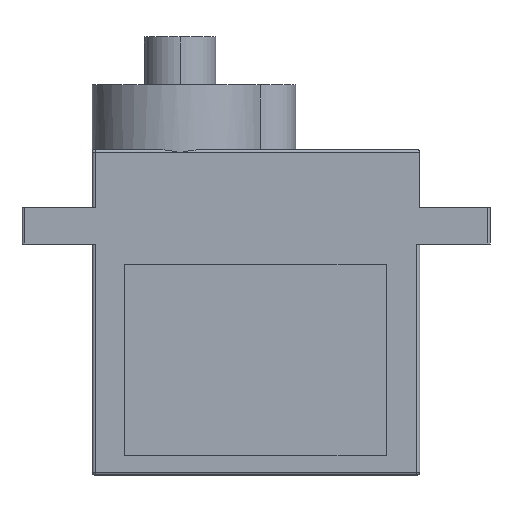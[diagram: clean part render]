
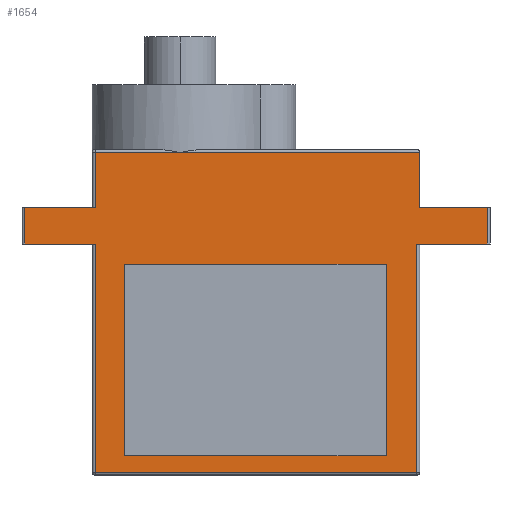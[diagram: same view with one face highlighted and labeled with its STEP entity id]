
A CAD part, left-side view. The second image highlights one B-rep face of the part: STEP entity #1654.
In plain terms, the highlighted planar face has unit normal (-1, 0, 0).
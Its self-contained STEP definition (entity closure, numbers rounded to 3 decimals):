
#1623=AXIS2_PLACEMENT_3D('Plane Axis2P3D',#1620,#1621,#1622) ;
#50=CARTESIAN_POINT('Vertex',(-6.05,-8.953,1.335)) ;
#53=CARTESIAN_POINT('Line Origine',(-6.05,-8.953,7.926)) ;
#57=CARTESIAN_POINT('Vertex',(-6.05,-8.953,14.516)) ;
#84=CARTESIAN_POINT('Line Origine',(-6.05,0.048,14.516)) ;
#88=CARTESIAN_POINT('Vertex',(-6.05,9.049,14.516)) ;
#119=CARTESIAN_POINT('Vertex',(-6.05,9.049,1.335)) ;
#122=CARTESIAN_POINT('Line Origine',(-6.05,0.048,1.335)) ;
#156=CARTESIAN_POINT('Line Origine',(-6.05,9.049,7.926)) ;
#542=CARTESIAN_POINT('Vertex',(-6.05,-11.075,15.9)) ;
#545=CARTESIAN_POINT('Line Origine',(-6.05,-11.075,11.2)) ;
#549=CARTESIAN_POINT('Vertex',(-6.05,-11.075,0.2)) ;
#569=CARTESIAN_POINT('Line Origine',(-6.05,11.075,11.2)) ;
#573=CARTESIAN_POINT('Vertex',(-6.05,11.075,0.2)) ;
#575=CARTESIAN_POINT('Vertex',(-6.05,11.075,15.9)) ;
#801=CARTESIAN_POINT('Line Origine',(-6.05,0.,0.2)) ;
#990=CARTESIAN_POINT('Vertex',(-6.05,15.9,15.9)) ;
#1005=CARTESIAN_POINT('Line Origine',(-6.05,11.175,15.9)) ;
#1009=CARTESIAN_POINT('Vertex',(-6.05,11.275,15.9)) ;
#1012=CARTESIAN_POINT('Line Origine',(-6.05,13.588,15.9)) ;
#1043=CARTESIAN_POINT('Vertex',(-6.05,15.9,18.4)) ;
#1046=CARTESIAN_POINT('Line Origine',(-6.05,15.9,11.3)) ;
#1103=CARTESIAN_POINT('Line Origine',(-6.05,11.175,18.4)) ;
#1107=CARTESIAN_POINT('Vertex',(-6.05,11.275,18.4)) ;
#1109=CARTESIAN_POINT('Vertex',(-6.05,11.075,18.4)) ;
#1145=CARTESIAN_POINT('Line Origine',(-6.05,13.588,18.4)) ;
#1211=CARTESIAN_POINT('Line Origine',(-6.05,11.075,11.3)) ;
#1215=CARTESIAN_POINT('Vertex',(-6.05,11.075,22.2)) ;
#1256=CARTESIAN_POINT('Line Origine',(-6.05,-0.1,22.2)) ;
#1260=CARTESIAN_POINT('Vertex',(-6.05,5.225,22.2)) ;
#1347=CARTESIAN_POINT('Vertex',(-6.05,-11.275,22.2)) ;
#1350=CARTESIAN_POINT('Line Origine',(-6.05,-11.275,20.3)) ;
#1354=CARTESIAN_POINT('Vertex',(-6.05,-11.275,18.4)) ;
#1423=CARTESIAN_POINT('Line Origine',(-6.05,-0.1,22.2)) ;
#1537=CARTESIAN_POINT('Vertex',(-6.05,-15.9,15.9)) ;
#1540=CARTESIAN_POINT('Line Origine',(-6.05,-13.588,15.9)) ;
#1544=CARTESIAN_POINT('Vertex',(-6.05,-11.275,15.9)) ;
#1547=CARTESIAN_POINT('Line Origine',(-6.05,-11.175,15.9)) ;
#1593=CARTESIAN_POINT('Line Origine',(-6.05,-13.588,18.4)) ;
#1597=CARTESIAN_POINT('Vertex',(-6.05,-15.9,18.4)) ;
#1620=CARTESIAN_POINT('Axis2P3D Location',(-6.05,-11.275,0.)) ;
#1625=CARTESIAN_POINT('Line Origine',(-6.05,-15.9,17.15)) ;
#54=DIRECTION('Vector Direction',(0.,0.,-1.)) ;
#85=DIRECTION('Vector Direction',(0.,1.,0.)) ;
#123=DIRECTION('Vector Direction',(0.,-1.,0.)) ;
#157=DIRECTION('Vector Direction',(0.,0.,1.)) ;
#546=DIRECTION('Vector Direction',(0.,0.,1.)) ;
#570=DIRECTION('Vector Direction',(0.,0.,1.)) ;
#802=DIRECTION('Vector Direction',(0.,1.,0.)) ;
#1006=DIRECTION('Vector Direction',(0.,1.,0.)) ;
#1013=DIRECTION('Vector Direction',(0.,1.,0.)) ;
#1047=DIRECTION('Vector Direction',(0.,0.,1.)) ;
#1104=DIRECTION('Vector Direction',(0.,1.,0.)) ;
#1146=DIRECTION('Vector Direction',(0.,1.,0.)) ;
#1212=DIRECTION('Vector Direction',(0.,0.,1.)) ;
#1257=DIRECTION('Vector Direction',(0.,1.,0.)) ;
#1351=DIRECTION('Vector Direction',(0.,0.,1.)) ;
#1424=DIRECTION('Vector Direction',(0.,1.,0.)) ;
#1541=DIRECTION('Vector Direction',(0.,1.,0.)) ;
#1548=DIRECTION('Vector Direction',(0.,1.,0.)) ;
#1594=DIRECTION('Vector Direction',(0.,1.,0.)) ;
#1621=DIRECTION('Axis2P3D Direction',(1.,0.,0.)) ;
#1622=DIRECTION('Axis2P3D XDirection',(0.,1.,0.)) ;
#1626=DIRECTION('Vector Direction',(0.,0.,1.)) ;
#55=VECTOR('Line Direction',#54,1.) ;
#86=VECTOR('Line Direction',#85,1.) ;
#124=VECTOR('Line Direction',#123,1.) ;
#158=VECTOR('Line Direction',#157,1.) ;
#547=VECTOR('Line Direction',#546,1.) ;
#571=VECTOR('Line Direction',#570,1.) ;
#803=VECTOR('Line Direction',#802,1.) ;
#1007=VECTOR('Line Direction',#1006,1.) ;
#1014=VECTOR('Line Direction',#1013,1.) ;
#1048=VECTOR('Line Direction',#1047,1.) ;
#1105=VECTOR('Line Direction',#1104,1.) ;
#1147=VECTOR('Line Direction',#1146,1.) ;
#1213=VECTOR('Line Direction',#1212,1.) ;
#1258=VECTOR('Line Direction',#1257,1.) ;
#1352=VECTOR('Line Direction',#1351,1.) ;
#1425=VECTOR('Line Direction',#1424,1.) ;
#1542=VECTOR('Line Direction',#1541,1.) ;
#1549=VECTOR('Line Direction',#1548,1.) ;
#1595=VECTOR('Line Direction',#1594,1.) ;
#1627=VECTOR('Line Direction',#1626,1.) ;
#1631=ORIENTED_EDGE('',*,*,#1629,.T.) ;
#1632=ORIENTED_EDGE('',*,*,#1599,.F.) ;
#1633=ORIENTED_EDGE('',*,*,#1356,.T.) ;
#1634=ORIENTED_EDGE('',*,*,#1427,.F.) ;
#1635=ORIENTED_EDGE('',*,*,#1262,.F.) ;
#1636=ORIENTED_EDGE('',*,*,#1217,.F.) ;
#1637=ORIENTED_EDGE('',*,*,#1111,.F.) ;
#1638=ORIENTED_EDGE('',*,*,#1149,.F.) ;
#1639=ORIENTED_EDGE('',*,*,#1050,.F.) ;
#1640=ORIENTED_EDGE('',*,*,#1016,.T.) ;
#1641=ORIENTED_EDGE('',*,*,#1011,.F.) ;
#1642=ORIENTED_EDGE('',*,*,#577,.F.) ;
#1643=ORIENTED_EDGE('',*,*,#805,.T.) ;
#1644=ORIENTED_EDGE('',*,*,#551,.T.) ;
#1645=ORIENTED_EDGE('',*,*,#1551,.F.) ;
#1646=ORIENTED_EDGE('',*,*,#1546,.T.) ;
#1649=ORIENTED_EDGE('',*,*,#90,.T.) ;
#1650=ORIENTED_EDGE('',*,*,#59,.T.) ;
#1651=ORIENTED_EDGE('',*,*,#126,.T.) ;
#1652=ORIENTED_EDGE('',*,*,#160,.T.) ;
#1653=FACE_BOUND('',#1648,.T.) ;
#1654=ADVANCED_FACE('PartBody',(#1647,#1653),#1624,.F.) ;
#59=EDGE_CURVE('',#58,#51,#56,.T.) ;
#90=EDGE_CURVE('',#89,#58,#87,.F.) ;
#126=EDGE_CURVE('',#51,#120,#125,.F.) ;
#160=EDGE_CURVE('',#120,#89,#159,.T.) ;
#551=EDGE_CURVE('',#550,#543,#548,.T.) ;
#577=EDGE_CURVE('',#574,#576,#572,.T.) ;
#805=EDGE_CURVE('',#574,#550,#804,.F.) ;
#1011=EDGE_CURVE('',#576,#1010,#1008,.T.) ;
#1016=EDGE_CURVE('',#991,#1010,#1015,.F.) ;
#1050=EDGE_CURVE('',#991,#1044,#1049,.T.) ;
#1111=EDGE_CURVE('',#1108,#1110,#1106,.F.) ;
#1149=EDGE_CURVE('',#1044,#1108,#1148,.F.) ;
#1217=EDGE_CURVE('',#1110,#1216,#1214,.T.) ;
#1262=EDGE_CURVE('',#1216,#1261,#1259,.F.) ;
#1356=EDGE_CURVE('',#1355,#1348,#1353,.T.) ;
#1427=EDGE_CURVE('',#1261,#1348,#1426,.F.) ;
#1546=EDGE_CURVE('',#1545,#1538,#1543,.F.) ;
#1551=EDGE_CURVE('',#1545,#543,#1550,.T.) ;
#1599=EDGE_CURVE('',#1355,#1598,#1596,.F.) ;
#1629=EDGE_CURVE('',#1538,#1598,#1628,.T.) ;
#1630=EDGE_LOOP('',(#1631,#1632,#1633,#1634,#1635,#1636,#1637,#1638,#1639,#1640,#1641,#1642,#1643,#1644,#1645,#1646)) ;
#1648=EDGE_LOOP('',(#1649,#1650,#1651,#1652)) ;
#1647=FACE_OUTER_BOUND('',#1630,.T.) ;
#56=LINE('Line',#53,#55) ;
#87=LINE('Line',#84,#86) ;
#125=LINE('Line',#122,#124) ;
#159=LINE('Line',#156,#158) ;
#548=LINE('Line',#545,#547) ;
#572=LINE('Line',#569,#571) ;
#804=LINE('Line',#801,#803) ;
#1008=LINE('Line',#1005,#1007) ;
#1015=LINE('Line',#1012,#1014) ;
#1049=LINE('Line',#1046,#1048) ;
#1106=LINE('Line',#1103,#1105) ;
#1148=LINE('Line',#1145,#1147) ;
#1214=LINE('Line',#1211,#1213) ;
#1259=LINE('Line',#1256,#1258) ;
#1353=LINE('Line',#1350,#1352) ;
#1426=LINE('Line',#1423,#1425) ;
#1543=LINE('Line',#1540,#1542) ;
#1550=LINE('Line',#1547,#1549) ;
#1596=LINE('Line',#1593,#1595) ;
#1628=LINE('Line',#1625,#1627) ;
#1624=PLANE('',#1623) ;
#51=VERTEX_POINT('',#50) ;
#58=VERTEX_POINT('',#57) ;
#89=VERTEX_POINT('',#88) ;
#120=VERTEX_POINT('',#119) ;
#543=VERTEX_POINT('',#542) ;
#550=VERTEX_POINT('',#549) ;
#574=VERTEX_POINT('',#573) ;
#576=VERTEX_POINT('',#575) ;
#991=VERTEX_POINT('',#990) ;
#1010=VERTEX_POINT('',#1009) ;
#1044=VERTEX_POINT('',#1043) ;
#1108=VERTEX_POINT('',#1107) ;
#1110=VERTEX_POINT('',#1109) ;
#1216=VERTEX_POINT('',#1215) ;
#1261=VERTEX_POINT('',#1260) ;
#1348=VERTEX_POINT('',#1347) ;
#1355=VERTEX_POINT('',#1354) ;
#1538=VERTEX_POINT('',#1537) ;
#1545=VERTEX_POINT('',#1544) ;
#1598=VERTEX_POINT('',#1597) ;
